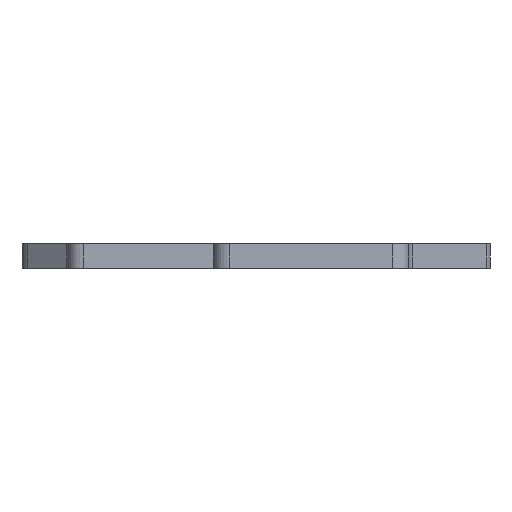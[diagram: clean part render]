
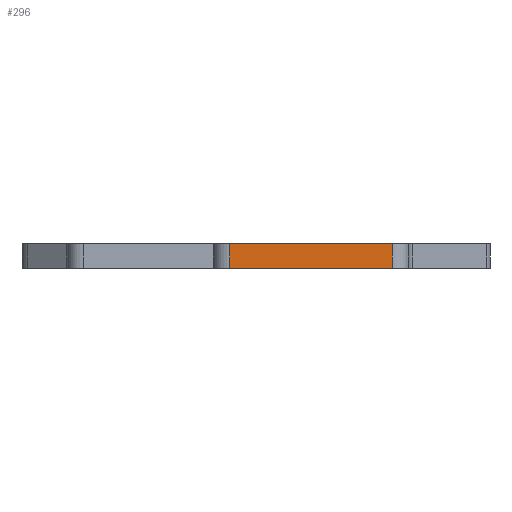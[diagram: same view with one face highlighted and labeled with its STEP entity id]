
A CAD part, front view. The second image highlights one B-rep face of the part: STEP entity #296.
In plain terms, the highlighted planar face has unit normal (0, -1, 0).
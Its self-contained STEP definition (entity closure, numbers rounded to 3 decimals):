
#171=FACE_OUTER_BOUND('',#531,.T.);
#296=ADVANCED_FACE('',(#171),#379,.F.);
#379=PLANE('',#2685);
#531=EDGE_LOOP('',(#1549,#1550,#1551,#1552));
#608=LINE('',#3601,#835);
#665=LINE('',#3795,#892);
#767=LINE('',#4108,#994);
#768=LINE('',#4110,#995);
#835=VECTOR('',#2831,1.);
#892=VECTOR('',#2988,1.);
#994=VECTOR('',#3338,1.);
#995=VECTOR('',#3341,1.);
#1549=ORIENTED_EDGE('',*,*,#2046,.F.);
#1550=ORIENTED_EDGE('',*,*,#2304,.T.);
#1551=ORIENTED_EDGE('',*,*,#2143,.T.);
#1552=ORIENTED_EDGE('',*,*,#2305,.F.);
#1809=VERTEX_POINT('',#3600);
#1810=VERTEX_POINT('',#3602);
#1896=VERTEX_POINT('',#3794);
#1897=VERTEX_POINT('',#3796);
#2046=EDGE_CURVE('',#1809,#1810,#608,.T.);
#2143=EDGE_CURVE('',#1897,#1896,#665,.T.);
#2304=EDGE_CURVE('',#1809,#1897,#767,.T.);
#2305=EDGE_CURVE('',#1810,#1896,#768,.T.);
#2685=AXIS2_PLACEMENT_3D('',#4111,#3342,#3343);
#2831=DIRECTION('',(1.,0.,0.));
#2988=DIRECTION('',(1.,0.,0.));
#3338=DIRECTION('',(0.,0.,-1.));
#3341=DIRECTION('',(0.,0.,-1.));
#3342=DIRECTION('',(0.,1.,0.));
#3343=DIRECTION('',(-1.,0.,0.));
#3600=CARTESIAN_POINT('',(-13.,-246.,1.5));
#3601=CARTESIAN_POINT('',(-13.,-246.,1.5));
#3602=CARTESIAN_POINT('',(-3.,-246.,1.5));
#3794=CARTESIAN_POINT('',(-3.,-246.,0.));
#3795=CARTESIAN_POINT('',(-13.,-246.,0.));
#3796=CARTESIAN_POINT('',(-13.,-246.,0.));
#4108=CARTESIAN_POINT('',(-13.,-246.,1.5));
#4110=CARTESIAN_POINT('',(-3.,-246.,1.5));
#4111=CARTESIAN_POINT('',(-12.,-246.,0.75));
